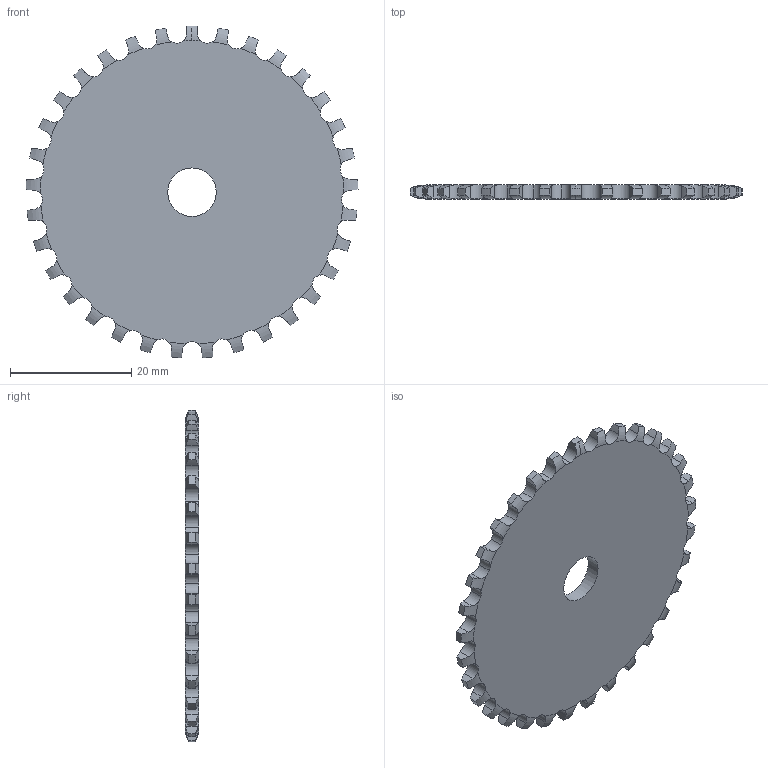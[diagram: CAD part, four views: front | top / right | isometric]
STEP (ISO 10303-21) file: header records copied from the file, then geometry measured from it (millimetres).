
FILE_DESCRIPTION(('FreeCAD Model'),'2;1');
FILE_NAME('Open CASCADE Shape Model','2021-12-27T16:36:57',('FreeCAD'),( 'FreeCAD'),'Open CASCADE STEP processor 7.4','FreeCAD','Unknown');
FILE_SCHEMA(('AUTOMOTIVE_DESIGN { 1 0 10303 214 1 1 1 1 }'));
Length unit declared in the file: millimetre
Products named in the file (1): Open CASCADE STEP translator 7.4 112
Bounding box: 54.79 x 2.3 x 54.74 mm (x, y, z)
Volume: 4674 mm3; surface area: 4722.3 mm2
Topology: 1 solids, 1 shells, 236 faces, 768 edges, 534 vertices
Faces by surface type: cylinder 166, revolution 68, plane 2
Full cylindrical faces by diameter (mm): 8 x1
Entity records: 27789 total; most frequent: CARTESIAN_POINT 13973, DIRECTION 2257, ORIENTED_EDGE 1536, PCURVE 1536, DEFINITIONAL_REPRESENTATION 1536, LINE 906, VECTOR 906, B_SPLINE_CURVE_WITH_KNOTS 792
